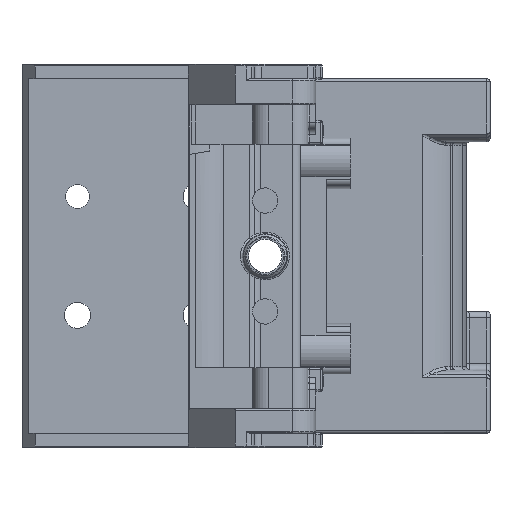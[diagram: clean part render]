
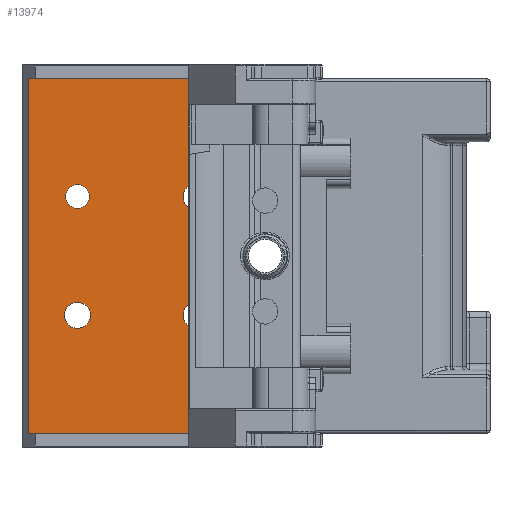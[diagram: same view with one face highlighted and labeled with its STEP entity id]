
A CAD part, front view. The second image highlights one B-rep face of the part: STEP entity #13974.
In plain terms, the highlighted planar face has unit normal (0, -1, 0).
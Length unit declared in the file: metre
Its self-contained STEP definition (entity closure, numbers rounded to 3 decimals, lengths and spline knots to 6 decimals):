
#106=PLANE('',#15075);
#1336=LINE('',#22584,#2313);
#1341=LINE('',#22594,#2318);
#1351=LINE('',#22623,#2328);
#1352=LINE('',#22624,#2329);
#2313=VECTOR('',#17505,1.);
#2318=VECTOR('',#17512,1.);
#2328=VECTOR('',#17538,1.);
#2329=VECTOR('',#17539,1.);
#3649=ORIENTED_EDGE('',*,*,#8034,.F.);
#3650=ORIENTED_EDGE('',*,*,#7523,.F.);
#3651=ORIENTED_EDGE('',*,*,#8035,.F.);
#3652=ORIENTED_EDGE('',*,*,#7527,.F.);
#3653=ORIENTED_EDGE('',*,*,#7852,.F.);
#3654=ORIENTED_EDGE('',*,*,#7838,.F.);
#3655=ORIENTED_EDGE('',*,*,#7850,.F.);
#3656=ORIENTED_EDGE('',*,*,#7841,.F.);
#3657=ORIENTED_EDGE('',*,*,#8036,.T.);
#3658=ORIENTED_EDGE('',*,*,#8015,.F.);
#3659=ORIENTED_EDGE('',*,*,#8037,.T.);
#3660=ORIENTED_EDGE('',*,*,#8020,.T.);
#7523=EDGE_CURVE('',#9742,#9743,#11123,.T.);
#7527=EDGE_CURVE('',#9746,#9747,#11125,.T.);
#7838=EDGE_CURVE('',#10036,#10037,#11283,.T.);
#7841=EDGE_CURVE('',#10038,#10039,#11284,.T.);
#7850=EDGE_CURVE('',#10039,#10038,#11288,.T.);
#7852=EDGE_CURVE('',#10037,#10036,#11290,.T.);
#8015=EDGE_CURVE('',#10187,#10188,#1336,.T.);
#8020=EDGE_CURVE('',#10192,#10193,#1341,.T.);
#8034=EDGE_CURVE('',#9743,#9742,#11343,.T.);
#8035=EDGE_CURVE('',#9747,#9746,#11344,.T.);
#8036=EDGE_CURVE('',#10193,#10188,#1351,.T.);
#8037=EDGE_CURVE('',#10187,#10192,#1352,.T.);
#9742=VERTEX_POINT('',#21381);
#9743=VERTEX_POINT('',#21383);
#9746=VERTEX_POINT('',#21390);
#9747=VERTEX_POINT('',#21392);
#10036=VERTEX_POINT('',#22231);
#10037=VERTEX_POINT('',#22233);
#10038=VERTEX_POINT('',#22237);
#10039=VERTEX_POINT('',#22239);
#10187=VERTEX_POINT('',#22583);
#10188=VERTEX_POINT('',#22585);
#10192=VERTEX_POINT('',#22595);
#10193=VERTEX_POINT('',#22596);
#11123=CIRCLE('',#14754,0.00165);
#11125=CIRCLE('',#14757,0.0015);
#11283=CIRCLE('',#14981,0.00165);
#11284=CIRCLE('',#14983,0.00165);
#11288=CIRCLE('',#14990,0.00165);
#11290=CIRCLE('',#14993,0.00165);
#11343=CIRCLE('',#15076,0.00165);
#11344=CIRCLE('',#15077,0.0015);
#12195=EDGE_LOOP('',(#3649,#3650));
#12196=EDGE_LOOP('',(#3651,#3652));
#12197=EDGE_LOOP('',(#3653,#3654));
#12198=EDGE_LOOP('',(#3655,#3656));
#12199=EDGE_LOOP('',(#3657,#3658,#3659,#3660));
#13078=FACE_BOUND('',#12195,.T.);
#13079=FACE_BOUND('',#12196,.T.);
#13080=FACE_BOUND('',#12197,.T.);
#13081=FACE_BOUND('',#12198,.T.);
#13082=FACE_BOUND('',#12199,.T.);
#13974=ADVANCED_FACE('',(#13078,#13079,#13080,#13081,#13082),#106,.T.);
#14754=AXIS2_PLACEMENT_3D('',#21382,#16651,#16652);
#14757=AXIS2_PLACEMENT_3D('',#21391,#16659,#16660);
#14981=AXIS2_PLACEMENT_3D('',#22232,#17221,#17222);
#14983=AXIS2_PLACEMENT_3D('',#22238,#17227,#17228);
#14990=AXIS2_PLACEMENT_3D('',#22259,#17245,#17246);
#14993=AXIS2_PLACEMENT_3D('',#22262,#17251,#17252);
#15075=AXIS2_PLACEMENT_3D('',#22620,#17532,#17533);
#15076=AXIS2_PLACEMENT_3D('',#22621,#17534,#17535);
#15077=AXIS2_PLACEMENT_3D('',#22622,#17536,#17537);
#16651=DIRECTION('',(0.,-1.,0.));
#16652=DIRECTION('',(-1.,0.,0.));
#16659=DIRECTION('',(0.,-1.,0.));
#16660=DIRECTION('',(-1.,0.,0.));
#17221=DIRECTION('',(0.,-1.,0.));
#17222=DIRECTION('',(-1.,0.,0.));
#17227=DIRECTION('',(0.,-1.,0.));
#17228=DIRECTION('',(-1.,0.,0.));
#17245=DIRECTION('',(0.,-1.,0.));
#17246=DIRECTION('',(-1.,0.,0.));
#17251=DIRECTION('',(0.,-1.,0.));
#17252=DIRECTION('',(-1.,0.,0.));
#17505=DIRECTION('',(1.,0.,0.));
#17512=DIRECTION('',(1.,0.,0.));
#17532=DIRECTION('',(0.,-1.,0.));
#17533=DIRECTION('',(-1.,0.,0.));
#17534=DIRECTION('',(0.,-1.,0.));
#17535=DIRECTION('',(-1.,0.,0.));
#17536=DIRECTION('',(0.,-1.,0.));
#17537=DIRECTION('',(-1.,0.,0.));
#17538=DIRECTION('',(0.,0.,1.));
#17539=DIRECTION('',(0.,0.,-1.));
#21381=CARTESIAN_POINT('',(-0.00645,0.0311,-0.0075));
#21382=CARTESIAN_POINT('',(-0.0081,0.0311,-0.0075));
#21383=CARTESIAN_POINT('',(-0.00975,0.0311,-0.0075));
#21390=CARTESIAN_POINT('',(-0.0066,0.0311,0.0075));
#21391=CARTESIAN_POINT('',(-0.0081,0.0311,0.0075));
#21392=CARTESIAN_POINT('',(-0.0096,0.0311,0.0075));
#22231=CARTESIAN_POINT('',(0.00855,0.0311,0.0075));
#22232=CARTESIAN_POINT('',(0.0069,0.0311,0.0075));
#22233=CARTESIAN_POINT('',(0.00525,0.0311,0.0075));
#22237=CARTESIAN_POINT('',(0.00855,0.0311,-0.0075));
#22238=CARTESIAN_POINT('',(0.0069,0.0311,-0.0075));
#22239=CARTESIAN_POINT('',(0.00525,0.0311,-0.0075));
#22259=CARTESIAN_POINT('',(0.0069,0.0311,-0.0075));
#22262=CARTESIAN_POINT('',(0.0069,0.0311,0.0075));
#22583=CARTESIAN_POINT('',(-0.014281,0.0311,0.0224));
#22584=CARTESIAN_POINT('',(0.028197,0.0311,0.0224));
#22585=CARTESIAN_POINT('',(0.0131,0.0311,0.0224));
#22594=CARTESIAN_POINT('',(0.044202,0.0311,-0.0224));
#22595=CARTESIAN_POINT('',(-0.014281,0.0311,-0.0224));
#22596=CARTESIAN_POINT('',(0.0131,0.0311,-0.0224));
#22620=CARTESIAN_POINT('',(0.044202,0.0311,0.023897));
#22621=CARTESIAN_POINT('',(-0.0081,0.0311,-0.0075));
#22622=CARTESIAN_POINT('',(-0.0081,0.0311,0.0075));
#22623=CARTESIAN_POINT('',(0.0131,0.0311,0.));
#22624=CARTESIAN_POINT('',(-0.014281,0.0311,0.023897));
